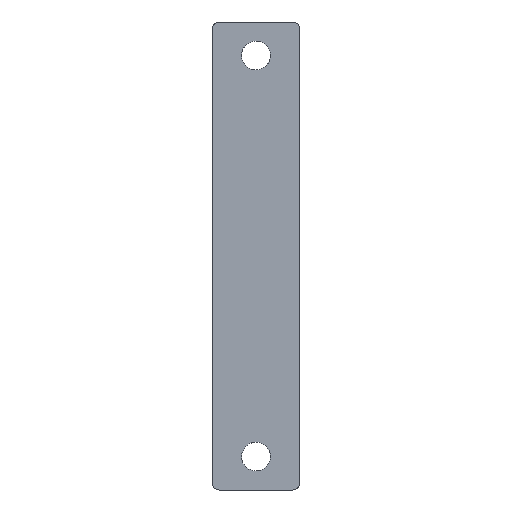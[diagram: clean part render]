
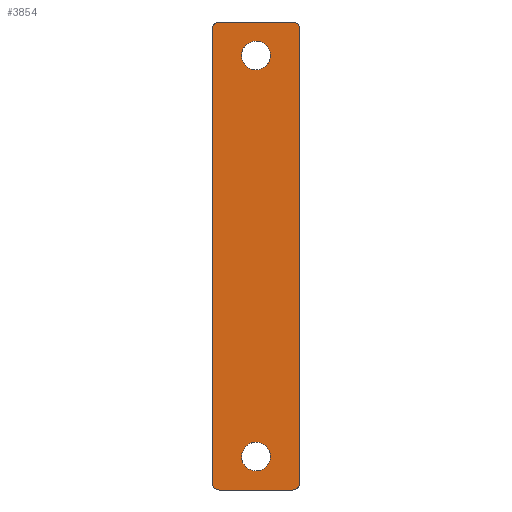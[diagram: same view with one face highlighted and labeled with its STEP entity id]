
A CAD part, left-side view. The second image highlights one B-rep face of the part: STEP entity #3854.
In plain terms, the highlighted free-form (B-spline) face has degree [1, 1] with [2, 2] control points.
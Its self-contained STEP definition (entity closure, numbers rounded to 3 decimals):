
#3025=CARTESIAN_POINT('',(0.,2.146,-29.869));
#3026=VERTEX_POINT('',#3025);
#3027=CARTESIAN_POINT('',(0.0,0.0,-32.15));
#3028=VERTEX_POINT('',#3027);
#3029=CARTESIAN_POINT('',(0.0,2.146,-29.869));
#3030=CARTESIAN_POINT('',(0.0,2.15,-29.934));
#3031=CARTESIAN_POINT('',(0.0,2.15,-30.0));
#3032=CARTESIAN_POINT('',(0.0,2.15,-32.15));
#3033=CARTESIAN_POINT('',(0.0,0.0,-32.15));
#3041=(BOUNDED_CURVE()B_SPLINE_CURVE(2,(#3029,#3030,#3031,#3032,#3033),.UNSPECIFIED.,.F.,.U.)B_SPLINE_CURVE_WITH_KNOTS((3,2,3),(0.239,0.25,0.5),.UNSPECIFIED.)CURVE()GEOMETRIC_REPRESENTATION_ITEM()RATIONAL_B_SPLINE_CURVE((0.976,0.988,1.0,0.707,1.0))REPRESENTATION_ITEM(''));
#3042=EDGE_CURVE('',#3026,#3028,#3041,.T.);
#3044=CARTESIAN_POINT('',(0.,-2.146,-30.131));
#3045=VERTEX_POINT('',#3044);
#3046=CARTESIAN_POINT('',(0.0,0.0,-32.15));
#3047=CARTESIAN_POINT('',(0.0,-2.023,-32.15));
#3048=CARTESIAN_POINT('',(0.0,-2.146,-30.131));
#3056=(BOUNDED_CURVE()B_SPLINE_CURVE(2,(#3046,#3047,#3048),.UNSPECIFIED.,.F.,.U.)B_SPLINE_CURVE_WITH_KNOTS((3,3),(0.5,0.739),.UNSPECIFIED.)CURVE()GEOMETRIC_REPRESENTATION_ITEM()RATIONAL_B_SPLINE_CURVE((1.0,0.72,0.976))REPRESENTATION_ITEM(''));
#3057=EDGE_CURVE('',#3028,#3045,#3056,.T.);
#3124=CARTESIAN_POINT('',(0.0,0.0,-27.85));
#3125=VERTEX_POINT('',#3124);
#3126=CARTESIAN_POINT('',(0.0,0.0,-27.85));
#3127=CARTESIAN_POINT('',(0.0,2.023,-27.85));
#3128=CARTESIAN_POINT('',(0.0,2.146,-29.869));
#3136=(BOUNDED_CURVE()B_SPLINE_CURVE(2,(#3126,#3127,#3128),.UNSPECIFIED.,.F.,.U.)B_SPLINE_CURVE_WITH_KNOTS((3,3),(0.0,0.239),.UNSPECIFIED.)CURVE()GEOMETRIC_REPRESENTATION_ITEM()RATIONAL_B_SPLINE_CURVE((1.0,0.72,0.976))REPRESENTATION_ITEM(''));
#3137=EDGE_CURVE('',#3125,#3026,#3136,.T.);
#3171=CARTESIAN_POINT('',(0.0,-2.146,-30.131));
#3172=CARTESIAN_POINT('',(0.0,-2.15,-30.066));
#3173=CARTESIAN_POINT('',(0.0,-2.15,-30.0));
#3174=CARTESIAN_POINT('',(0.0,-2.15,-27.85));
#3175=CARTESIAN_POINT('',(0.0,0.0,-27.85));
#3183=(BOUNDED_CURVE()B_SPLINE_CURVE(2,(#3171,#3172,#3173,#3174,#3175),.UNSPECIFIED.,.F.,.U.)B_SPLINE_CURVE_WITH_KNOTS((3,2,3),(0.739,0.75,1.0),.UNSPECIFIED.)CURVE()GEOMETRIC_REPRESENTATION_ITEM()RATIONAL_B_SPLINE_CURVE((0.976,0.988,1.0,0.707,1.0))REPRESENTATION_ITEM(''));
#3184=EDGE_CURVE('',#3045,#3125,#3183,.T.);
#3354=CARTESIAN_POINT('',(0.,2.143,29.831));
#3355=VERTEX_POINT('',#3354);
#3361=CARTESIAN_POINT('',(0.0,0.0,27.85));
#3362=VERTEX_POINT('',#3361);
#3363=CARTESIAN_POINT('',(0.0,0.0,27.85));
#3364=CARTESIAN_POINT('',(0.0,1.987,27.85));
#3365=CARTESIAN_POINT('',(0.0,2.143,29.831));
#3373=(BOUNDED_CURVE()B_SPLINE_CURVE(2,(#3363,#3364,#3365),.UNSPECIFIED.,.F.,.U.)B_SPLINE_CURVE_WITH_KNOTS((3,3),(0.0,0.236),.UNSPECIFIED.)CURVE()GEOMETRIC_REPRESENTATION_ITEM()RATIONAL_B_SPLINE_CURVE((1.0,0.723,0.97))REPRESENTATION_ITEM(''));
#3374=EDGE_CURVE('',#3362,#3355,#3373,.T.);
#3376=CARTESIAN_POINT('',(0.,-2.143,30.169));
#3377=VERTEX_POINT('',#3376);
#3378=CARTESIAN_POINT('',(0.0,-2.143,30.169));
#3379=CARTESIAN_POINT('',(0.0,-2.15,30.084));
#3380=CARTESIAN_POINT('',(0.0,-2.15,30.0));
#3381=CARTESIAN_POINT('',(0.0,-2.15,27.85));
#3382=CARTESIAN_POINT('',(0.0,0.0,27.85));
#3390=(BOUNDED_CURVE()B_SPLINE_CURVE(2,(#3378,#3379,#3380,#3381,#3382),.UNSPECIFIED.,.F.,.U.)B_SPLINE_CURVE_WITH_KNOTS((3,2,3),(0.736,0.75,1.0),.UNSPECIFIED.)CURVE()GEOMETRIC_REPRESENTATION_ITEM()RATIONAL_B_SPLINE_CURVE((0.97,0.984,1.0,0.707,1.0))REPRESENTATION_ITEM(''));
#3391=EDGE_CURVE('',#3377,#3362,#3390,.T.);
#3497=CARTESIAN_POINT('',(0.0,0.0,32.15));
#3498=VERTEX_POINT('',#3497);
#3499=CARTESIAN_POINT('',(0.0,0.0,32.15));
#3500=CARTESIAN_POINT('',(0.0,-1.987,32.15));
#3501=CARTESIAN_POINT('',(0.0,-2.143,30.169));
#3509=(BOUNDED_CURVE()B_SPLINE_CURVE(2,(#3499,#3500,#3501),.UNSPECIFIED.,.F.,.U.)B_SPLINE_CURVE_WITH_KNOTS((3,3),(0.5,0.736),.UNSPECIFIED.)CURVE()GEOMETRIC_REPRESENTATION_ITEM()RATIONAL_B_SPLINE_CURVE((1.0,0.723,0.97))REPRESENTATION_ITEM(''));
#3510=EDGE_CURVE('',#3498,#3377,#3509,.T.);
#3512=CARTESIAN_POINT('',(0.0,2.143,29.831));
#3513=CARTESIAN_POINT('',(0.0,2.15,29.916));
#3514=CARTESIAN_POINT('',(0.0,2.15,30.0));
#3515=CARTESIAN_POINT('',(0.0,2.15,32.15));
#3516=CARTESIAN_POINT('',(0.0,0.0,32.15));
#3524=(BOUNDED_CURVE()B_SPLINE_CURVE(2,(#3512,#3513,#3514,#3515,#3516),.UNSPECIFIED.,.F.,.U.)B_SPLINE_CURVE_WITH_KNOTS((3,2,3),(0.236,0.25,0.5),.UNSPECIFIED.)CURVE()GEOMETRIC_REPRESENTATION_ITEM()RATIONAL_B_SPLINE_CURVE((0.97,0.984,1.0,0.707,1.0))REPRESENTATION_ITEM(''));
#3525=EDGE_CURVE('',#3355,#3498,#3524,.T.);
#3660=CARTESIAN_POINT('',(0.,5.5,35.0));
#3661=VERTEX_POINT('',#3660);
#3662=CARTESIAN_POINT('',(0.,-5.5,35.0));
#3663=VERTEX_POINT('',#3662);
#3664=CARTESIAN_POINT('',(0.,5.5,35.0));
#3665=CARTESIAN_POINT('',(0.,-5.5,35.0));
#3666=QUASI_UNIFORM_CURVE('',1,(#3664,#3665),.UNSPECIFIED.,.F.,.U.);
#3667=EDGE_CURVE('',#3661,#3663,#3666,.T.);
#3755=CARTESIAN_POINT('',(0.,-7.149,38.496));
#3756=CARTESIAN_POINT('',(0.,7.149,38.496));
#3757=CARTESIAN_POINT('',(0.,-7.149,-38.497));
#3758=CARTESIAN_POINT('',(0.,7.149,-38.497));
#3759=B_SPLINE_SURFACE_WITH_KNOTS('',1,1,((#3755,#3757),(#3756,#3758)),.UNSPECIFIED.,.F.,.F.,.U.,(2,2),(2,2),(0.0,14.299),(0.0,76.993),.UNSPECIFIED.);
#3760=CARTESIAN_POINT('',(0.,6.5,-34.0));
#3761=VERTEX_POINT('',#3760);
#3762=CARTESIAN_POINT('',(0.,6.5,34.0));
#3763=VERTEX_POINT('',#3762);
#3764=CARTESIAN_POINT('',(0.,6.5,-34.0));
#3765=CARTESIAN_POINT('',(0.,6.5,34.0));
#3766=QUASI_UNIFORM_CURVE('',1,(#3764,#3765),.UNSPECIFIED.,.F.,.U.);
#3767=EDGE_CURVE('',#3761,#3763,#3766,.T.);
#3768=ORIENTED_EDGE('',*,*,#3767,.F.);
#3769=CARTESIAN_POINT('',(0.,5.5,-35.0));
#3770=VERTEX_POINT('',#3769);
#3771=CARTESIAN_POINT('',(0.,6.5,-34.0));
#3772=CARTESIAN_POINT('',(0.,6.5,-35.));
#3773=CARTESIAN_POINT('',(0.,5.5,-35.0));
#3781=(BOUNDED_CURVE()B_SPLINE_CURVE(2,(#3771,#3772,#3773),.UNSPECIFIED.,.F.,.U.)CURVE()GEOMETRIC_REPRESENTATION_ITEM()QUASI_UNIFORM_CURVE()RATIONAL_B_SPLINE_CURVE((1.0,0.707,1.0))REPRESENTATION_ITEM(''));
#3782=EDGE_CURVE('',#3761,#3770,#3781,.T.);
#3783=ORIENTED_EDGE('',*,*,#3782,.T.);
#3784=CARTESIAN_POINT('',(0.,-5.5,-35.0));
#3785=VERTEX_POINT('',#3784);
#3786=CARTESIAN_POINT('',(0.,5.5,-35.0));
#3787=CARTESIAN_POINT('',(0.,-5.5,-35.0));
#3788=QUASI_UNIFORM_CURVE('',1,(#3786,#3787),.UNSPECIFIED.,.F.,.U.);
#3789=EDGE_CURVE('',#3770,#3785,#3788,.T.);
#3790=ORIENTED_EDGE('',*,*,#3789,.T.);
#3791=CARTESIAN_POINT('',(0.,-6.5,-34.0));
#3792=VERTEX_POINT('',#3791);
#3793=CARTESIAN_POINT('',(0.,-5.5,-35.0));
#3794=CARTESIAN_POINT('',(0.,-6.5,-35.));
#3795=CARTESIAN_POINT('',(0.,-6.5,-34.0));
#3803=(BOUNDED_CURVE()B_SPLINE_CURVE(2,(#3793,#3794,#3795),.UNSPECIFIED.,.F.,.U.)CURVE()GEOMETRIC_REPRESENTATION_ITEM()QUASI_UNIFORM_CURVE()RATIONAL_B_SPLINE_CURVE((1.0,0.707,1.0))REPRESENTATION_ITEM(''));
#3804=EDGE_CURVE('',#3785,#3792,#3803,.T.);
#3805=ORIENTED_EDGE('',*,*,#3804,.T.);
#3806=CARTESIAN_POINT('',(0.,-6.5,34.0));
#3807=VERTEX_POINT('',#3806);
#3808=CARTESIAN_POINT('',(0.,-6.5,-34.0));
#3809=CARTESIAN_POINT('',(0.,-6.5,34.0));
#3810=QUASI_UNIFORM_CURVE('',1,(#3808,#3809),.UNSPECIFIED.,.F.,.U.);
#3811=EDGE_CURVE('',#3792,#3807,#3810,.T.);
#3812=ORIENTED_EDGE('',*,*,#3811,.T.);
#3813=CARTESIAN_POINT('',(0.,-6.5,34.0));
#3814=CARTESIAN_POINT('',(0.,-6.5,35.));
#3815=CARTESIAN_POINT('',(0.,-5.5,35.0));
#3823=(BOUNDED_CURVE()B_SPLINE_CURVE(2,(#3813,#3814,#3815),.UNSPECIFIED.,.F.,.U.)CURVE()GEOMETRIC_REPRESENTATION_ITEM()QUASI_UNIFORM_CURVE()RATIONAL_B_SPLINE_CURVE((1.0,0.707,1.0))REPRESENTATION_ITEM(''));
#3824=EDGE_CURVE('',#3807,#3663,#3823,.T.);
#3825=ORIENTED_EDGE('',*,*,#3824,.T.);
#3826=ORIENTED_EDGE('',*,*,#3667,.F.);
#3827=CARTESIAN_POINT('',(0.,5.5,35.0));
#3828=CARTESIAN_POINT('',(0.,6.5,35.));
#3829=CARTESIAN_POINT('',(0.,6.5,34.0));
#3837=(BOUNDED_CURVE()B_SPLINE_CURVE(2,(#3827,#3828,#3829),.UNSPECIFIED.,.F.,.U.)CURVE()GEOMETRIC_REPRESENTATION_ITEM()QUASI_UNIFORM_CURVE()RATIONAL_B_SPLINE_CURVE((1.0,0.707,1.0))REPRESENTATION_ITEM(''));
#3838=EDGE_CURVE('',#3661,#3763,#3837,.T.);
#3839=ORIENTED_EDGE('',*,*,#3838,.T.);
#3840=EDGE_LOOP('',(#3768,#3783,#3790,#3805,#3812,#3825,#3826,#3839));
#3841=FACE_OUTER_BOUND('',#3840,.T.);
#3842=ORIENTED_EDGE('',*,*,#3510,.T.);
#3843=ORIENTED_EDGE('',*,*,#3391,.T.);
#3844=ORIENTED_EDGE('',*,*,#3374,.T.);
#3845=ORIENTED_EDGE('',*,*,#3525,.T.);
#3846=EDGE_LOOP('',(#3842,#3843,#3844,#3845));
#3847=FACE_BOUND('',#3846,.T.);
#3848=ORIENTED_EDGE('',*,*,#3057,.F.);
#3849=ORIENTED_EDGE('',*,*,#3042,.F.);
#3850=ORIENTED_EDGE('',*,*,#3137,.F.);
#3851=ORIENTED_EDGE('',*,*,#3184,.F.);
#3852=EDGE_LOOP('',(#3848,#3849,#3850,#3851));
#3853=FACE_BOUND('',#3852,.T.);
#3854=ADVANCED_FACE('',(#3841,#3847,#3853),#3759,.T.);
